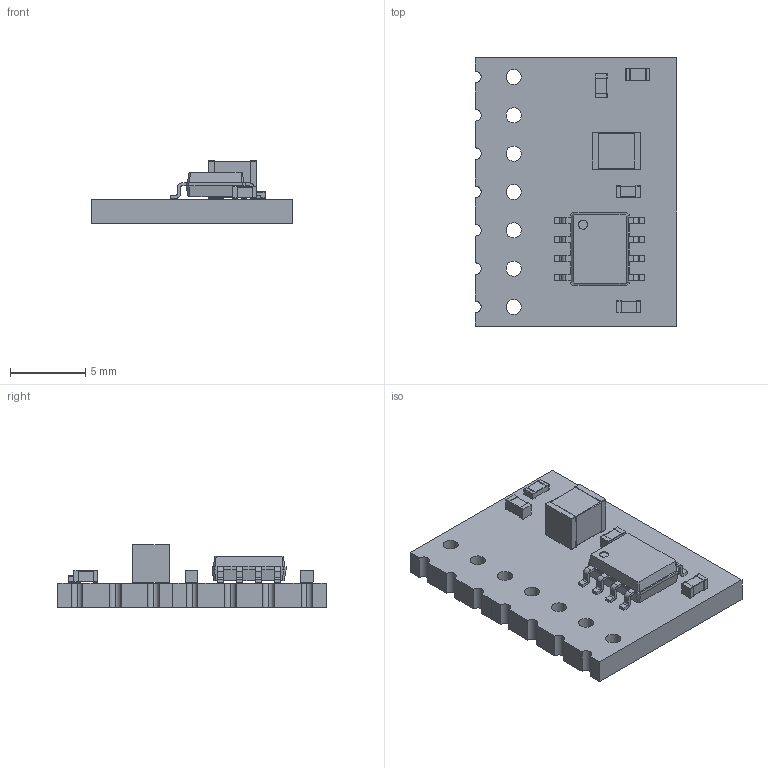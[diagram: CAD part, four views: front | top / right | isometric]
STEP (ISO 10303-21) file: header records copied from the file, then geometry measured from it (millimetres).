
FILE_DESCRIPTION(('KiCad electronic assembly'),'2;1');
FILE_NAME('18_Mesure_Courant.step','2023-05-03T17:04:26',('Pcbnew'),( 'Kicad'),'Open CASCADE STEP processor 7.6','KiCad to STEP converter' ,'Unknown');
FILE_SCHEMA(('AUTOMOTIVE_DESIGN { 1 0 10303 214 1 1 1 1 }'));
Length unit declared in the file: millimetre
Products named in the file (10): 18_Mesure_Courant 1; R_0603_1608Metric; SOLID; C_0603_1608Metric; C_1210_3225Metric; SOIC-8_3.9x4.9mm_P1.27mm; 18_Mesure_Courant PCB
Assembly tree (11 placements, depth 3):
  18_Mesure_Courant 1
    R_0603_1608Metric
      SOLID
    C_0603_1608Metric  x3
      SOLID
    C_1210_3225Metric
      SOLID
    SOIC-8_3.9x4.9mm_P1.27mm
      SOLID
    18_Mesure_Courant PCB
Bounding box: 13.34 x 17.78 x 4.15 mm (x, y, z)
Volume: 420.6 mm3; surface area: 746.2 mm2
Topology: 7 solids, 7 shells, 329 faces, 858 edges, 552 vertices
Faces by surface type: bspline 294, cylinder 21, plane 14
Full cylindrical faces by diameter (mm): 1 x7
Entity records: 18000 total; most frequent: CARTESIAN_POINT 6312, B_SPLINE_CURVE_WITH_KNOTS 1613, ORIENTED_EDGE 1428, PCURVE 1428, DEFINITIONAL_REPRESENTATION 1428, EDGE_CURVE 714, SURFACE_CURVE 706, VERTEX_POINT 456
